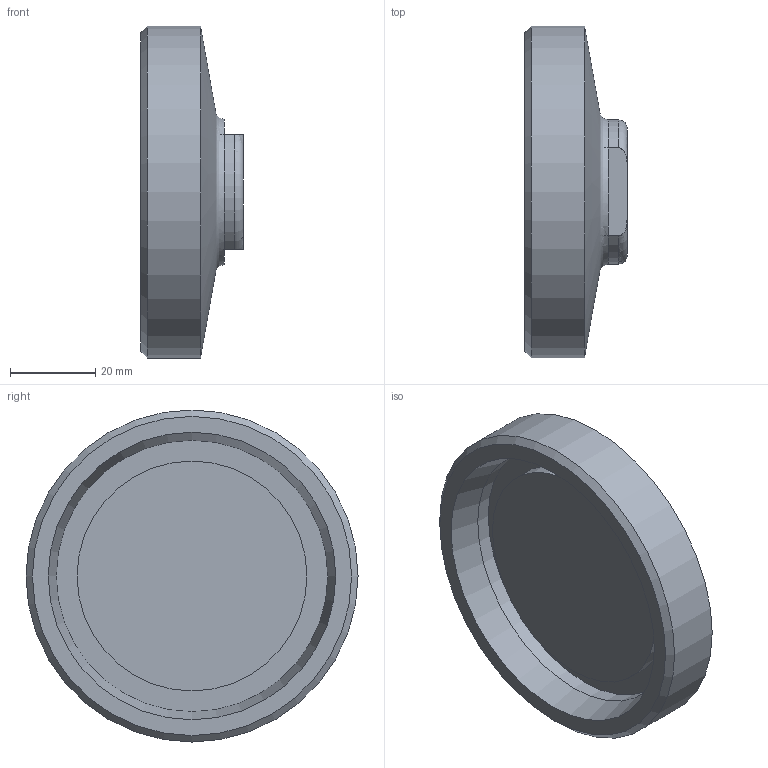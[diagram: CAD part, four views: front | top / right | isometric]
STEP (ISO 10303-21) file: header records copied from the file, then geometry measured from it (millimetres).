
FILE_DESCRIPTION((''),'2;1');
FILE_NAME('11700050X.stp','2010-08-04T13:52:51',('thilbrands'),(''),'Autodesk Inventor 2008','Autodesk Inventor 2008','');
FILE_SCHEMA(('AUTOMOTIVE_DESIGN { 1 0 10303 214 1 1 1 1 }'));
Length unit declared in the file: millimetre
Products named in the file (1): 117000101
Bounding box: 24 x 78 x 78 mm (x, y, z)
Volume: 54701.2 mm3; surface area: 15931.2 mm2
Topology: 1 solids, 1 shells, 21 faces, 43 edges, 26 vertices
Faces by surface type: cylinder 6, plane 6, bspline 4, cone 3, torus 2
Full cylindrical faces by diameter (mm): 54 x1, 63.8 x1, 78 x1
Entity records: 675 total; most frequent: CARTESIAN_POINT 245, DIRECTION 86, ORIENTED_EDGE 70, AXIS2_PLACEMENT_3D 37, EDGE_CURVE 35, EDGE_LOOP 30, VERTEX_POINT 25, FACE_OUTER_BOUND 21
